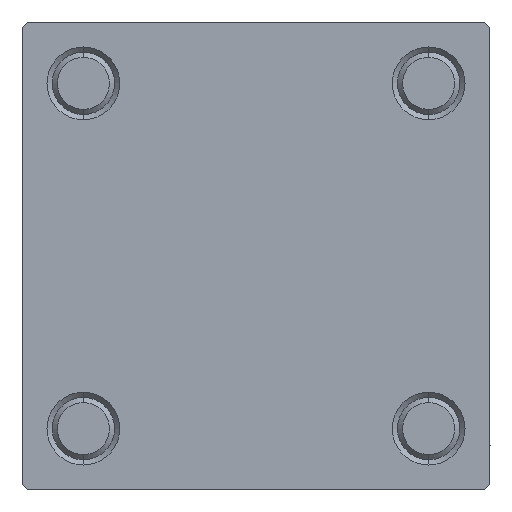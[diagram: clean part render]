
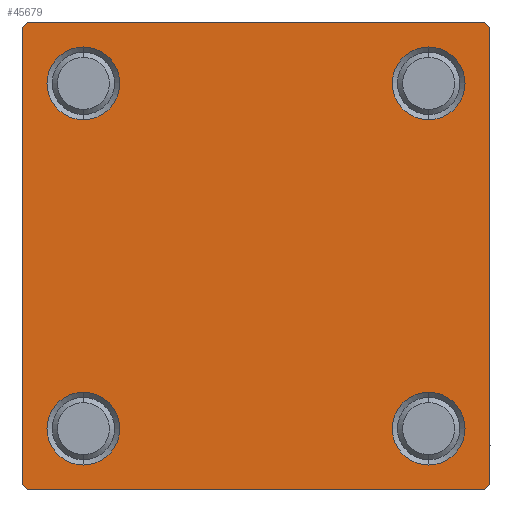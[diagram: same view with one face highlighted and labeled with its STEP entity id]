
A CAD part, left-side view. The second image highlights one B-rep face of the part: STEP entity #45679.
In plain terms, the highlighted planar face has unit normal (-1, 0, 0).
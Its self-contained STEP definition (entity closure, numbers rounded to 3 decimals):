
#6 = VERTEX_POINT ( 'NONE', #11152 ) ;
#276 = LINE ( 'NONE', #32748, #40178 ) ;
#1169 = VECTOR ( 'NONE', #36497, 1000. ) ;
#1471 = AXIS2_PLACEMENT_3D ( 'NONE', #14594, #43365, #15119 ) ;
#1893 = CARTESIAN_POINT ( 'NONE',  ( 0., 22.25, 22.25 ) ) ;
#2099 = DIRECTION ( 'NONE',  ( 0., 0.707, 0.707 ) ) ;
#2455 = CARTESIAN_POINT ( 'NONE',  ( 0., -16.6, 16.6 ) ) ;
#2536 = CARTESIAN_POINT ( 'NONE',  ( 0., 16.6, -20.1 ) ) ;
#2978 = VECTOR ( 'NONE', #42134, 1000. ) ;
#3954 = ORIENTED_EDGE ( 'NONE', *, *, #18025, .T. ) ;
#4296 = ORIENTED_EDGE ( 'NONE', *, *, #32440, .T. ) ;
#4807 = CARTESIAN_POINT ( 'NONE',  ( 0., -16.6, -16.6 ) ) ;
#4943 = VERTEX_POINT ( 'NONE', #17636 ) ;
#5162 = CARTESIAN_POINT ( 'NONE',  ( 0., -16.6, -13.1 ) ) ;
#5373 = ORIENTED_EDGE ( 'NONE', *, *, #7657, .T. ) ;
#5990 = CARTESIAN_POINT ( 'NONE',  ( 0., 22.5, -22. ) ) ;
#6450 = DIRECTION ( 'NONE',  ( 0., 0., 1. ) ) ;
#6454 = EDGE_LOOP ( 'NONE', ( #42285, #46449 ) ) ;
#7055 = EDGE_CURVE ( 'NONE', #31303, #31604, #29971, .T. ) ;
#7116 = VECTOR ( 'NONE', #43501, 1000. ) ;
#7489 = ORIENTED_EDGE ( 'NONE', *, *, #11808, .T. ) ;
#7553 = CARTESIAN_POINT ( 'NONE',  ( 0., -16.6, 13.1 ) ) ;
#7657 = EDGE_CURVE ( 'NONE', #36420, #25896, #14652, .T. ) ;
#7953 = LINE ( 'NONE', #35640, #12533 ) ;
#8693 = VERTEX_POINT ( 'NONE', #5990 ) ;
#8964 = DIRECTION ( 'NONE',  ( 0., 0., 1. ) ) ;
#10132 = VERTEX_POINT ( 'NONE', #19904 ) ;
#10804 = CIRCLE ( 'NONE', #1471, 3.5 ) ;
#11152 = CARTESIAN_POINT ( 'NONE',  ( 0., 22.5, 22. ) ) ;
#11200 = ORIENTED_EDGE ( 'NONE', *, *, #42448, .T. ) ;
#11422 = CIRCLE ( 'NONE', #12273, 3.5 ) ;
#11576 = EDGE_CURVE ( 'NONE', #4943, #42741, #51516, .T. ) ;
#11808 = EDGE_CURVE ( 'NONE', #31604, #31303, #11422, .T. ) ;
#12010 = DIRECTION ( 'NONE',  ( 0., 0., 1. ) ) ;
#12051 = CARTESIAN_POINT ( 'NONE',  ( 0., -22.5, 22.5 ) ) ;
#12142 = CARTESIAN_POINT ( 'NONE',  ( 0., 22., 22.5 ) ) ;
#12273 = AXIS2_PLACEMENT_3D ( 'NONE', #46854, #22341, #33337 ) ;
#12319 = DIRECTION ( 'NONE',  ( 0., 0., 1. ) ) ;
#12533 = VECTOR ( 'NONE', #35377, 1000. ) ;
#12962 = DIRECTION ( 'NONE',  ( -1., 0., 0. ) ) ;
#14479 = CARTESIAN_POINT ( 'NONE',  ( 0., 22.25, -22.25 ) ) ;
#14484 = CARTESIAN_POINT ( 'NONE',  ( 0., -22.25, -22.25 ) ) ;
#14594 = CARTESIAN_POINT ( 'NONE',  ( 0., -16.6, 16.6 ) ) ;
#14652 = CIRCLE ( 'NONE', #44456, 3.5 ) ;
#15003 = DIRECTION ( 'NONE',  ( 0., -0.707, 0.707 ) ) ;
#15119 = DIRECTION ( 'NONE',  ( 0., 0., 1. ) ) ;
#15594 = AXIS2_PLACEMENT_3D ( 'NONE', #32229, #12962, #8964 ) ;
#15998 = FACE_BOUND ( 'NONE', #44794, .T. ) ;
#16238 = ORIENTED_EDGE ( 'NONE', *, *, #36176, .F. ) ;
#16385 = VERTEX_POINT ( 'NONE', #23812 ) ;
#16794 = CIRCLE ( 'NONE', #45624, 3.5 ) ;
#17020 = CARTESIAN_POINT ( 'NONE',  ( 0., 16.6, 16.6 ) ) ;
#17472 = VERTEX_POINT ( 'NONE', #18190 ) ;
#17576 = EDGE_CURVE ( 'NONE', #10132, #17472, #25684, .T. ) ;
#17636 = CARTESIAN_POINT ( 'NONE',  ( 0., -22., -22.5 ) ) ;
#18025 = EDGE_CURVE ( 'NONE', #41090, #4943, #276, .T. ) ;
#18190 = CARTESIAN_POINT ( 'NONE',  ( 0., 16.6, 13.1 ) ) ;
#19275 = AXIS2_PLACEMENT_3D ( 'NONE', #17020, #25529, #49534 ) ;
#19383 = LINE ( 'NONE', #51907, #50531 ) ;
#19734 = ORIENTED_EDGE ( 'NONE', *, *, #31986, .F. ) ;
#19904 = CARTESIAN_POINT ( 'NONE',  ( 0., 16.6, 20.1 ) ) ;
#20562 = DIRECTION ( 'NONE',  ( 0., 0., -1. ) ) ;
#20934 = DIRECTION ( 'NONE',  ( 1., 0., 0. ) ) ;
#20967 = CARTESIAN_POINT ( 'NONE',  ( 0., -16.6, -16.6 ) ) ;
#21508 = CARTESIAN_POINT ( 'NONE',  ( 0., 22., -22.5 ) ) ;
#22106 = ORIENTED_EDGE ( 'NONE', *, *, #11576, .T. ) ;
#22138 = LINE ( 'NONE', #1893, #2978 ) ;
#22341 = DIRECTION ( 'NONE',  ( 1., 0., 0. ) ) ;
#22371 = CARTESIAN_POINT ( 'NONE',  ( 0., 16.6, -16.6 ) ) ;
#22635 = DIRECTION ( 'NONE',  ( 0., 0., 1. ) ) ;
#22687 = ORIENTED_EDGE ( 'NONE', *, *, #31237, .T. ) ;
#22908 = CARTESIAN_POINT ( 'NONE',  ( 0., -16.6, 20.1 ) ) ;
#23812 = CARTESIAN_POINT ( 'NONE',  ( 0., -22., 22.5 ) ) ;
#23964 = FACE_BOUND ( 'NONE', #50853, .T. ) ;
#24301 = EDGE_LOOP ( 'NONE', ( #11200, #35581, #3954, #22106, #19734, #31858, #16238, #46672 ) ) ;
#24433 = VECTOR ( 'NONE', #20562, 1000. ) ;
#24629 = CARTESIAN_POINT ( 'NONE',  ( 0., 16.6, -13.1 ) ) ;
#25014 = CARTESIAN_POINT ( 'NONE',  ( 0., -16.6, -20.1 ) ) ;
#25444 = CIRCLE ( 'NONE', #32252, 3.5 ) ;
#25529 = DIRECTION ( 'NONE',  ( 1., 0., 0. ) ) ;
#25684 = CIRCLE ( 'NONE', #43556, 3.5 ) ;
#25896 = VERTEX_POINT ( 'NONE', #22908 ) ;
#26628 = DIRECTION ( 'NONE',  ( 1., 0., 0. ) ) ;
#27765 = VERTEX_POINT ( 'NONE', #5162 ) ;
#27979 = LINE ( 'NONE', #40774, #1169 ) ;
#28904 = VERTEX_POINT ( 'NONE', #25014 ) ;
#29926 = CARTESIAN_POINT ( 'NONE',  ( 0., -22.5, 22. ) ) ;
#29971 = CIRCLE ( 'NONE', #35058, 3.5 ) ;
#30253 = DIRECTION ( 'NONE',  ( 1., 0., 0. ) ) ;
#31237 = EDGE_CURVE ( 'NONE', #17472, #10132, #32873, .T. ) ;
#31303 = VERTEX_POINT ( 'NONE', #2536 ) ;
#31604 = VERTEX_POINT ( 'NONE', #24629 ) ;
#31858 = ORIENTED_EDGE ( 'NONE', *, *, #42606, .T. ) ;
#31986 = EDGE_CURVE ( 'NONE', #50274, #42741, #36280, .T. ) ;
#32229 = CARTESIAN_POINT ( 'NONE',  ( 0., 0., 0. ) ) ;
#32252 = AXIS2_PLACEMENT_3D ( 'NONE', #4807, #45300, #12010 ) ;
#32440 = EDGE_CURVE ( 'NONE', #25896, #36420, #10804, .T. ) ;
#32655 = EDGE_CURVE ( 'NONE', #27765, #28904, #16794, .T. ) ;
#32677 = VECTOR ( 'NONE', #15003, 1000. ) ;
#32748 = CARTESIAN_POINT ( 'NONE',  ( 0., 22.5, -22.5 ) ) ;
#32873 = CIRCLE ( 'NONE', #19275, 3.5 ) ;
#33337 = DIRECTION ( 'NONE',  ( 0., 0., 1. ) ) ;
#33981 = DIRECTION ( 'NONE',  ( 0., 0., 1. ) ) ;
#35058 = AXIS2_PLACEMENT_3D ( 'NONE', #22371, #26628, #22635 ) ;
#35377 = DIRECTION ( 'NONE',  ( 0., -1., 0. ) ) ;
#35581 = ORIENTED_EDGE ( 'NONE', *, *, #46090, .T. ) ;
#35640 = CARTESIAN_POINT ( 'NONE',  ( 0., 22.5, 22.5 ) ) ;
#36176 = EDGE_CURVE ( 'NONE', #52267, #16385, #7953, .T. ) ;
#36220 = FACE_OUTER_BOUND ( 'NONE', #24301, .T. ) ;
#36280 = LINE ( 'NONE', #12051, #24433 ) ;
#36420 = VERTEX_POINT ( 'NONE', #7553 ) ;
#36497 = DIRECTION ( 'NONE',  ( 0., 0., -1. ) ) ;
#37337 = DIRECTION ( 'NONE',  ( 1., 0., 0. ) ) ;
#40178 = VECTOR ( 'NONE', #49035, 1000. ) ;
#40774 = CARTESIAN_POINT ( 'NONE',  ( 0., 22.5, 22.5 ) ) ;
#40833 = EDGE_CURVE ( 'NONE', #28904, #27765, #25444, .T. ) ;
#41090 = VERTEX_POINT ( 'NONE', #21508 ) ;
#41337 = CARTESIAN_POINT ( 'NONE',  ( 0., 16.6, 16.6 ) ) ;
#42009 = ORIENTED_EDGE ( 'NONE', *, *, #17576, .T. ) ;
#42134 = DIRECTION ( 'NONE',  ( 0., 0.707, -0.707 ) ) ;
#42285 = ORIENTED_EDGE ( 'NONE', *, *, #32655, .T. ) ;
#42448 = EDGE_CURVE ( 'NONE', #6, #8693, #27979, .T. ) ;
#42606 = EDGE_CURVE ( 'NONE', #50274, #16385, #19383, .T. ) ;
#42741 = VERTEX_POINT ( 'NONE', #44972 ) ;
#43179 = ORIENTED_EDGE ( 'NONE', *, *, #7055, .T. ) ;
#43365 = DIRECTION ( 'NONE',  ( 1., 0., 0. ) ) ;
#43450 = EDGE_LOOP ( 'NONE', ( #4296, #5373 ) ) ;
#43501 = DIRECTION ( 'NONE',  ( 0., -0.707, -0.707 ) ) ;
#43556 = AXIS2_PLACEMENT_3D ( 'NONE', #41337, #37337, #12319 ) ;
#44456 = AXIS2_PLACEMENT_3D ( 'NONE', #2455, #20934, #6450 ) ;
#44794 = EDGE_LOOP ( 'NONE', ( #7489, #43179 ) ) ;
#44972 = CARTESIAN_POINT ( 'NONE',  ( 0., -22.5, -22. ) ) ;
#45215 = PLANE ( 'NONE',  #15594 ) ;
#45300 = DIRECTION ( 'NONE',  ( 1., 0., 0. ) ) ;
#45624 = AXIS2_PLACEMENT_3D ( 'NONE', #20967, #30253, #33981 ) ;
#45679 = ADVANCED_FACE ( 'NONE', ( #47967, #49477, #15998, #23964, #36220 ), #45215, .T. ) ;
#46090 = EDGE_CURVE ( 'NONE', #8693, #41090, #52034, .T. ) ;
#46449 = ORIENTED_EDGE ( 'NONE', *, *, #40833, .T. ) ;
#46672 = ORIENTED_EDGE ( 'NONE', *, *, #49786, .T. ) ;
#46854 = CARTESIAN_POINT ( 'NONE',  ( 0., 16.6, -16.6 ) ) ;
#47967 = FACE_BOUND ( 'NONE', #43450, .T. ) ;
#49035 = DIRECTION ( 'NONE',  ( 0., -1., 0. ) ) ;
#49477 = FACE_BOUND ( 'NONE', #6454, .T. ) ;
#49534 = DIRECTION ( 'NONE',  ( 0., 0., 1. ) ) ;
#49786 = EDGE_CURVE ( 'NONE', #52267, #6, #22138, .T. ) ;
#50274 = VERTEX_POINT ( 'NONE', #29926 ) ;
#50531 = VECTOR ( 'NONE', #2099, 1000. ) ;
#50853 = EDGE_LOOP ( 'NONE', ( #42009, #22687 ) ) ;
#51516 = LINE ( 'NONE', #14484, #32677 ) ;
#51907 = CARTESIAN_POINT ( 'NONE',  ( 0., -22.25, 22.25 ) ) ;
#52034 = LINE ( 'NONE', #14479, #7116 ) ;
#52267 = VERTEX_POINT ( 'NONE', #12142 ) ;
